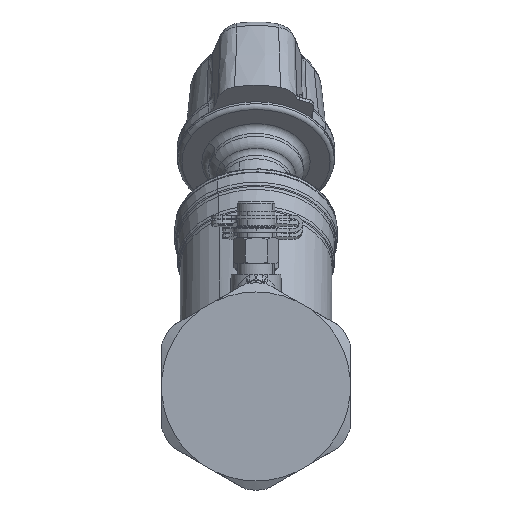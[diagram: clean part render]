
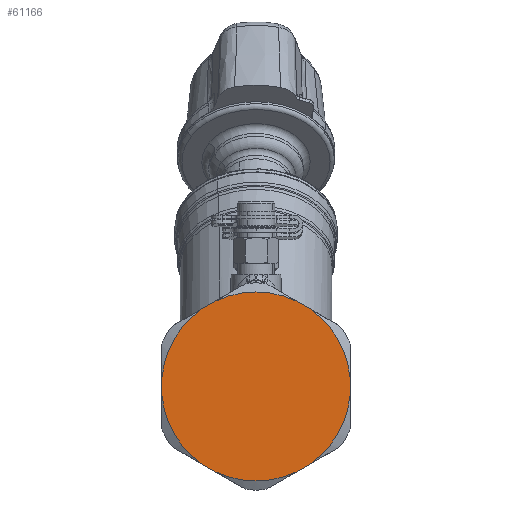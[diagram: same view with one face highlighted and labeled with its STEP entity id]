
A CAD part, front view. The second image highlights one B-rep face of the part: STEP entity #61166.
In plain terms, the highlighted planar face has unit normal (0, -1, 0).
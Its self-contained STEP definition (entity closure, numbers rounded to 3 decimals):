
#51463=CARTESIAN_POINT('Vertex',(-33.875,-75.75,-2.913)) ;
#51466=CARTESIAN_POINT('Line Origine',(-33.875,-75.75,0.)) ;
#51470=CARTESIAN_POINT('Vertex',(-33.875,-75.75,2.913)) ;
#51515=CARTESIAN_POINT('Axis2P3D Location',(0.,-75.75,0.)) ;
#51519=CARTESIAN_POINT('Vertex',(33.875,-75.75,-2.913)) ;
#51521=CARTESIAN_POINT('Vertex',(19.46,-75.75,-27.88)) ;
#51572=CARTESIAN_POINT('Axis2P3D Location',(0.,-75.75,0.)) ;
#51576=CARTESIAN_POINT('Vertex',(14.415,-75.75,-30.793)) ;
#51578=CARTESIAN_POINT('Vertex',(-14.415,-75.75,-30.793)) ;
#51604=CARTESIAN_POINT('Line Origine',(-16.938,-75.75,-29.337)) ;
#51608=CARTESIAN_POINT('Vertex',(-19.46,-75.75,-27.88)) ;
#51648=CARTESIAN_POINT('Axis2P3D Location',(0.,-75.75,0.)) ;
#58323=CARTESIAN_POINT('Axis2P3D Location',(0.,-75.75,0.)) ;
#58327=CARTESIAN_POINT('Vertex',(-19.46,-75.75,27.88)) ;
#60846=CARTESIAN_POINT('Line Origine',(16.938,-75.75,-29.337)) ;
#60960=CARTESIAN_POINT('Vertex',(33.875,-75.75,2.913)) ;
#60965=CARTESIAN_POINT('Line Origine',(33.875,-75.75,0.)) ;
#61097=CARTESIAN_POINT('Axis2P3D Location',(0.,-75.75,0.)) ;
#61101=CARTESIAN_POINT('Vertex',(19.46,-75.75,27.88)) ;
#61128=CARTESIAN_POINT('Axis2P3D Location',(0.,-75.75,30.6)) ;
#61133=CARTESIAN_POINT('Line Origine',(16.938,-75.75,29.337)) ;
#61137=CARTESIAN_POINT('Vertex',(14.415,-75.75,30.793)) ;
#61140=CARTESIAN_POINT('Axis2P3D Location',(0.,-75.75,0.)) ;
#61144=CARTESIAN_POINT('Vertex',(-14.415,-75.75,30.793)) ;
#61147=CARTESIAN_POINT('Line Origine',(-16.938,-75.75,29.337)) ;
#51467=DIRECTION('Vector Direction',(0.,0.,1.)) ;
#51516=DIRECTION('Axis2P3D Direction',(0.,1.,0.)) ;
#51573=DIRECTION('Axis2P3D Direction',(0.,1.,0.)) ;
#51605=DIRECTION('Vector Direction',(-0.866,0.,0.5)) ;
#51649=DIRECTION('Axis2P3D Direction',(0.,1.,0.)) ;
#58324=DIRECTION('Axis2P3D Direction',(0.,1.,0.)) ;
#60847=DIRECTION('Vector Direction',(0.866,0.,0.5)) ;
#60966=DIRECTION('Vector Direction',(0.,0.,-1.)) ;
#61098=DIRECTION('Axis2P3D Direction',(0.,1.,0.)) ;
#61129=DIRECTION('Axis2P3D Direction',(-0.,1.,0.)) ;
#61130=DIRECTION('Axis2P3D XDirection',(1.,0.,0.)) ;
#61134=DIRECTION('Vector Direction',(0.866,0.,-0.5)) ;
#61141=DIRECTION('Axis2P3D Direction',(-0.,1.,0.)) ;
#61148=DIRECTION('Vector Direction',(-0.866,0.,-0.5)) ;
#51517=AXIS2_PLACEMENT_3D('Circle Axis2P3D',#51515,#51516,$) ;
#51574=AXIS2_PLACEMENT_3D('Circle Axis2P3D',#51572,#51573,$) ;
#51650=AXIS2_PLACEMENT_3D('Circle Axis2P3D',#51648,#51649,$) ;
#58325=AXIS2_PLACEMENT_3D('Circle Axis2P3D',#58323,#58324,$) ;
#61099=AXIS2_PLACEMENT_3D('Circle Axis2P3D',#61097,#61098,$) ;
#61131=AXIS2_PLACEMENT_3D('Plane Axis2P3D',#61128,#61129,#61130) ;
#61142=AXIS2_PLACEMENT_3D('Circle Axis2P3D',#61140,#61141,$) ;
#61153=ORIENTED_EDGE('',*,*,#51652,.F.) ;
#61154=ORIENTED_EDGE('',*,*,#51610,.F.) ;
#61155=ORIENTED_EDGE('',*,*,#51580,.F.) ;
#61156=ORIENTED_EDGE('',*,*,#60850,.T.) ;
#61157=ORIENTED_EDGE('',*,*,#51523,.F.) ;
#61158=ORIENTED_EDGE('',*,*,#60969,.F.) ;
#61159=ORIENTED_EDGE('',*,*,#61103,.F.) ;
#61160=ORIENTED_EDGE('',*,*,#61139,.F.) ;
#61161=ORIENTED_EDGE('',*,*,#61146,.F.) ;
#61162=ORIENTED_EDGE('',*,*,#61151,.T.) ;
#61163=ORIENTED_EDGE('',*,*,#58329,.F.) ;
#61164=ORIENTED_EDGE('',*,*,#51472,.F.) ;
#51468=VECTOR('Line Direction',#51467,1.) ;
#51606=VECTOR('Line Direction',#51605,1.) ;
#60848=VECTOR('Line Direction',#60847,1.) ;
#60967=VECTOR('Line Direction',#60966,1.) ;
#61135=VECTOR('Line Direction',#61134,1.) ;
#61149=VECTOR('Line Direction',#61148,1.) ;
#61166=ADVANCED_FACE('PartBody',(#61165),#61132,.F.) ;
#51518=CIRCLE('generated circle',#51517,34.) ;
#51575=CIRCLE('generated circle',#51574,34.) ;
#51651=CIRCLE('generated circle',#51650,34.) ;
#58326=CIRCLE('generated circle',#58325,34.) ;
#61100=CIRCLE('generated circle',#61099,34.) ;
#61143=CIRCLE('generated circle',#61142,34.) ;
#51472=EDGE_CURVE('',#51464,#51471,#51469,.T.) ;
#51523=EDGE_CURVE('',#51520,#51522,#51518,.T.) ;
#51580=EDGE_CURVE('',#51577,#51579,#51575,.T.) ;
#51610=EDGE_CURVE('',#51579,#51609,#51607,.T.) ;
#51652=EDGE_CURVE('',#51609,#51464,#51651,.T.) ;
#58329=EDGE_CURVE('',#51471,#58328,#58326,.T.) ;
#60850=EDGE_CURVE('',#51577,#51522,#60849,.T.) ;
#60969=EDGE_CURVE('',#60961,#51520,#60968,.T.) ;
#61103=EDGE_CURVE('',#61102,#60961,#61100,.T.) ;
#61139=EDGE_CURVE('',#61138,#61102,#61136,.T.) ;
#61146=EDGE_CURVE('',#61145,#61138,#61143,.T.) ;
#61151=EDGE_CURVE('',#61145,#58328,#61150,.T.) ;
#61152=EDGE_LOOP('',(#61153,#61154,#61155,#61156,#61157,#61158,#61159,#61160,#61161,#61162,#61163,#61164)) ;
#61165=FACE_OUTER_BOUND('',#61152,.T.) ;
#51469=LINE('Line',#51466,#51468) ;
#51607=LINE('Line',#51604,#51606) ;
#60849=LINE('Line',#60846,#60848) ;
#60968=LINE('Line',#60965,#60967) ;
#61136=LINE('Line',#61133,#61135) ;
#61150=LINE('Line',#61147,#61149) ;
#61132=PLANE('',#61131) ;
#51464=VERTEX_POINT('',#51463) ;
#51471=VERTEX_POINT('',#51470) ;
#51520=VERTEX_POINT('',#51519) ;
#51522=VERTEX_POINT('',#51521) ;
#51577=VERTEX_POINT('',#51576) ;
#51579=VERTEX_POINT('',#51578) ;
#51609=VERTEX_POINT('',#51608) ;
#58328=VERTEX_POINT('',#58327) ;
#60961=VERTEX_POINT('',#60960) ;
#61102=VERTEX_POINT('',#61101) ;
#61138=VERTEX_POINT('',#61137) ;
#61145=VERTEX_POINT('',#61144) ;
